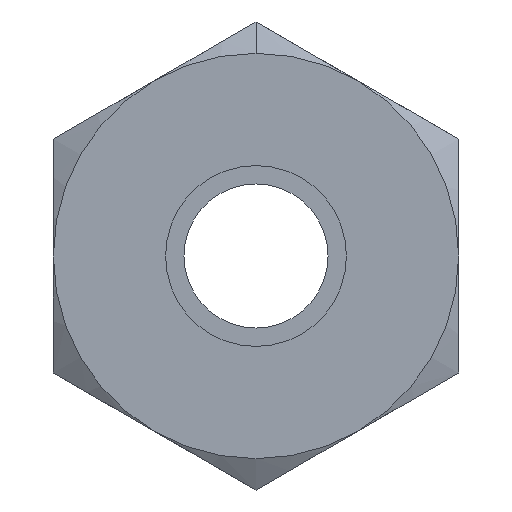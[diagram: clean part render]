
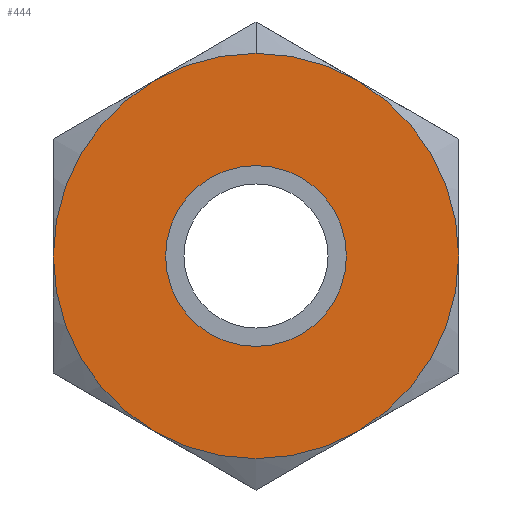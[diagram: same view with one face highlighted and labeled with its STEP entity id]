
A CAD part, front view. The second image highlights one B-rep face of the part: STEP entity #444.
In plain terms, the highlighted planar face has unit normal (0, -1, 0).
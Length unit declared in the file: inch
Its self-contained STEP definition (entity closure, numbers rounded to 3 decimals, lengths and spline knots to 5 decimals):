
#77 = CIRCLE ( 'NONE', #6319, 0.5625 ) ;
#82 = CARTESIAN_POINT ( 'NONE',  ( -0.28125, 0.75, -0.48714 ) ) ;
#444 = ADVANCED_FACE ( 'NONE', ( #7574, #11146 ), #9552, .T. ) ;
#466 = CIRCLE ( 'NONE', #4634, 0.251 ) ;
#528 = DIRECTION ( 'NONE',  ( 0., 1., 0. ) ) ;
#549 = CIRCLE ( 'NONE', #2749, 0.5625 ) ;
#604 = DIRECTION ( 'NONE',  ( 0., 1., 0. ) ) ;
#760 = EDGE_LOOP ( 'NONE', ( #8662, #4423 ) ) ;
#767 = CIRCLE ( 'NONE', #4875, 0.5625 ) ;
#1046 = DIRECTION ( 'NONE',  ( 0., 1., 0. ) ) ;
#1127 = VERTEX_POINT ( 'NONE', #10113 ) ;
#1263 = EDGE_CURVE ( 'NONE', #3843, #3334, #6415, .T. ) ;
#1329 = ORIENTED_EDGE ( 'NONE', *, *, #11738, .F. ) ;
#1402 = VERTEX_POINT ( 'NONE', #8811 ) ;
#1567 = DIRECTION ( 'NONE',  ( 1., 0., 0. ) ) ;
#1687 = CARTESIAN_POINT ( 'NONE',  ( 0., 0.75, 0. ) ) ;
#2225 = ORIENTED_EDGE ( 'NONE', *, *, #5305, .F. ) ;
#2260 = CARTESIAN_POINT ( 'NONE',  ( 0., 0.75, 0. ) ) ;
#2336 = CARTESIAN_POINT ( 'NONE',  ( 0., 0.75, 0. ) ) ;
#2485 = ORIENTED_EDGE ( 'NONE', *, *, #5684, .F. ) ;
#2749 = AXIS2_PLACEMENT_3D ( 'NONE', #2260, #5878, #11339 ) ;
#3053 = CARTESIAN_POINT ( 'NONE',  ( 0.28125, 0.75, 0.48714 ) ) ;
#3256 = ORIENTED_EDGE ( 'NONE', *, *, #1263, .F. ) ;
#3334 = VERTEX_POINT ( 'NONE', #7343 ) ;
#3564 = DIRECTION ( 'NONE',  ( 1., 0., 0. ) ) ;
#3712 = CARTESIAN_POINT ( 'NONE',  ( 0., 0.75, 0. ) ) ;
#3781 = AXIS2_PLACEMENT_3D ( 'NONE', #2336, #528, #8735 ) ;
#3843 = VERTEX_POINT ( 'NONE', #3053 ) ;
#3918 = EDGE_CURVE ( 'NONE', #11776, #3843, #77, .T. ) ;
#4009 = DIRECTION ( 'NONE',  ( 0., -1., 0. ) ) ;
#4050 = CARTESIAN_POINT ( 'NONE',  ( -0.251, 0.75, 0. ) ) ;
#4290 = EDGE_LOOP ( 'NONE', ( #5166, #3256, #10030, #1329, #11431, #2485, #2225 ) ) ;
#4362 = CARTESIAN_POINT ( 'NONE',  ( -0.5625, 0.75, 0. ) ) ;
#4423 = ORIENTED_EDGE ( 'NONE', *, *, #8918, .T. ) ;
#4480 = CARTESIAN_POINT ( 'NONE',  ( 0., 0.75, 0. ) ) ;
#4634 = AXIS2_PLACEMENT_3D ( 'NONE', #5605, #1046, #7458 ) ;
#4875 = AXIS2_PLACEMENT_3D ( 'NONE', #1687, #11769, #6286 ) ;
#5055 = DIRECTION ( 'NONE',  ( 0., 1., 0. ) ) ;
#5096 = CARTESIAN_POINT ( 'NONE',  ( 0., 0.75, 0. ) ) ;
#5166 = ORIENTED_EDGE ( 'NONE', *, *, #10664, .F. ) ;
#5305 = EDGE_CURVE ( 'NONE', #5958, #9187, #767, .T. ) ;
#5306 = CARTESIAN_POINT ( 'NONE',  ( -0.28125, 0.75, 0.48714 ) ) ;
#5605 = CARTESIAN_POINT ( 'NONE',  ( 0., 0.75, 0. ) ) ;
#5626 = DIRECTION ( 'NONE',  ( 1., 0., 0. ) ) ;
#5684 = EDGE_CURVE ( 'NONE', #9187, #9001, #9356, .T. ) ;
#5878 = DIRECTION ( 'NONE',  ( 0., 1., 0. ) ) ;
#5958 = VERTEX_POINT ( 'NONE', #7813 ) ;
#6286 = DIRECTION ( 'NONE',  ( 1., 0., 0. ) ) ;
#6319 = AXIS2_PLACEMENT_3D ( 'NONE', #3712, #9235, #6514 ) ;
#6415 = CIRCLE ( 'NONE', #3781, 0.5625 ) ;
#6514 = DIRECTION ( 'NONE',  ( 1., 0., 0. ) ) ;
#6826 = DIRECTION ( 'NONE',  ( 1., 0., 0. ) ) ;
#7290 = DIRECTION ( 'NONE',  ( 0., 1., 0. ) ) ;
#7343 = CARTESIAN_POINT ( 'NONE',  ( 0.5625, 0.75, 0. ) ) ;
#7458 = DIRECTION ( 'NONE',  ( -1., 0., 0. ) ) ;
#7480 = CARTESIAN_POINT ( 'NONE',  ( 0., 0.75, 0. ) ) ;
#7574 = FACE_OUTER_BOUND ( 'NONE', #4290, .T. ) ;
#7588 = AXIS2_PLACEMENT_3D ( 'NONE', #5096, #5055, #10444 ) ;
#7686 = EDGE_CURVE ( 'NONE', #1127, #1402, #466, .T. ) ;
#7746 = AXIS2_PLACEMENT_3D ( 'NONE', #4480, #7290, #3564 ) ;
#7813 = CARTESIAN_POINT ( 'NONE',  ( 0.28125, 0.75, -0.48714 ) ) ;
#8322 = AXIS2_PLACEMENT_3D ( 'NONE', #10732, #604, #1567 ) ;
#8435 = DIRECTION ( 'NONE',  ( 0., 1., 0. ) ) ;
#8662 = ORIENTED_EDGE ( 'NONE', *, *, #7686, .T. ) ;
#8691 = VERTEX_POINT ( 'NONE', #5306 ) ;
#8735 = DIRECTION ( 'NONE',  ( 0., 0., 1. ) ) ;
#8811 = CARTESIAN_POINT ( 'NONE',  ( 0.251, 0.75, 0. ) ) ;
#8918 = EDGE_CURVE ( 'NONE', #1402, #1127, #9779, .T. ) ;
#9000 = CIRCLE ( 'NONE', #7746, 0.5625 ) ;
#9001 = VERTEX_POINT ( 'NONE', #4362 ) ;
#9187 = VERTEX_POINT ( 'NONE', #82 ) ;
#9235 = DIRECTION ( 'NONE',  ( 0., 1., 0. ) ) ;
#9356 = CIRCLE ( 'NONE', #8322, 0.5625 ) ;
#9386 = AXIS2_PLACEMENT_3D ( 'NONE', #4050, #4009, #6826 ) ;
#9464 = CARTESIAN_POINT ( 'NONE',  ( 0., 0.75, 0.5625 ) ) ;
#9552 = PLANE ( 'NONE',  #9386 ) ;
#9779 = CIRCLE ( 'NONE', #7588, 0.251 ) ;
#9791 = EDGE_CURVE ( 'NONE', #9001, #8691, #10043, .T. ) ;
#10030 = ORIENTED_EDGE ( 'NONE', *, *, #3918, .F. ) ;
#10043 = CIRCLE ( 'NONE', #11030, 0.5625 ) ;
#10113 = CARTESIAN_POINT ( 'NONE',  ( -0.251, 0.75, 0. ) ) ;
#10444 = DIRECTION ( 'NONE',  ( -1., 0., 0. ) ) ;
#10664 = EDGE_CURVE ( 'NONE', #3334, #5958, #9000, .T. ) ;
#10732 = CARTESIAN_POINT ( 'NONE',  ( 0., 0.75, 0. ) ) ;
#11030 = AXIS2_PLACEMENT_3D ( 'NONE', #7480, #8435, #5626 ) ;
#11146 = FACE_BOUND ( 'NONE', #760, .T. ) ;
#11339 = DIRECTION ( 'NONE',  ( 1., 0., 0. ) ) ;
#11431 = ORIENTED_EDGE ( 'NONE', *, *, #9791, .F. ) ;
#11738 = EDGE_CURVE ( 'NONE', #8691, #11776, #549, .T. ) ;
#11769 = DIRECTION ( 'NONE',  ( 0., 1., 0. ) ) ;
#11776 = VERTEX_POINT ( 'NONE', #9464 ) ;
